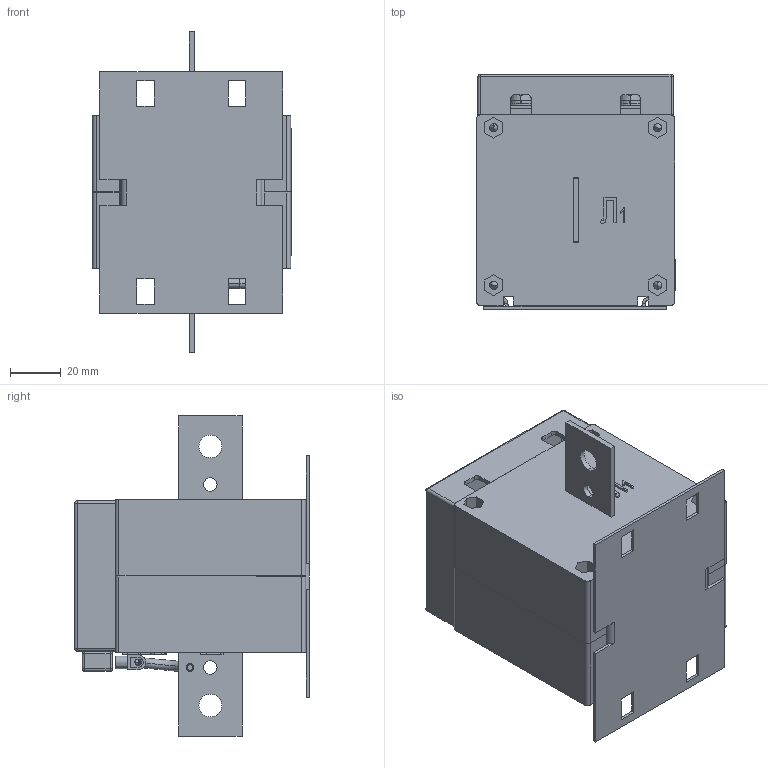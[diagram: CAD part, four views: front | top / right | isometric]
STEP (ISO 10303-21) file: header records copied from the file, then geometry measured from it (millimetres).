
FILE_DESCRIPTION (( 'STEP AP214' ), '1' );
FILE_NAME ('ﾒ-0,66-1ﾏ.STEP', '2023-07-26T05:21:37', ( '' ), ( '' ), 'SwSTEP 2.0', 'SolidWorks 2014', '' );
FILE_SCHEMA (( 'AUTOMOTIVE_DESIGN' ));
Length unit declared in the file: millimetre
Products named in the file (70): Çåðêàëüíî îòðàçèòüèç ïð 2,5 äëÿ êîðï 13-14 âàð 4_-01; 妈眚 󉞅 梦岩; ﾘ琺矜 5.01.019 ﾃﾎﾑﾒ11371-78; 侲膰翴籦鴀 2 DIN 46228; Êîíòàêòíàÿ ïëàñòèíà^Çàæèì âèíòîâîé ÇÂÈ-5 1,5-4ìì2; ÂÅÈÓ.757249.004 Ïëàñòèíà êîíòàêòíàÿ; ïë ÷àñòü íàê ä2; Êîðïóñ ïëàñòèêîâûé ÇÂÈ-5^Çàæèì âèíòîâîé ÇÂÈ-5 1,5-4ìì2; àë ÷àñòü íàê ä2; 屡扔.754312.158 亦犭梓赅; 妈眚 󊙅0.58.019 梦岩17473-80; ÂÅÈÓ.323293.013 Êðûøêà çàùèòíàÿ; 屡扔.757461.018 袜觐礤黜桕_-03; ÂÅÈÓ.754312.152 Òàáëè÷êà ïðåäñòàâèòåëüíàÿ; Çåðêàëüíî îòðàçèòüïð 2,5 äëÿ êîðï 13-14 âàð 4; 屡扔.741134.005 想囗赅; 屡扔.757461.018 袜觐礤黜桕_-02; 妈眚 󊅠.58.019 梦岩17473-80; Çåðêàëüíî îòðàçèòüèç ïð 2,5 äëÿ êîðï 13-14 âàð 4; 屡扔.711214.003 噪囗弼_-01; Ãàéêà Ì4.5.019 ÃÎÑÒ5915-70; ÂÅÈÓ.686171.014 Ïîëóêîðïóñ Ë1 âàð À; Øóðóï 2-4õ20.019 ÃÎÑÒ 1144-80; ÂÅÈÓ.686171.013 Ïîëóêîðïóñ Ë2 âàð À_‘ ª«¥¬­®© ª®«®¤ª®©; 屡扔.757461.018 袜觐礤黜桕; ﾘ琺矜 5.65ﾃ.019 ﾃﾎﾑﾒ 6402-70; ÂÅÈÓ.741132.004 Çàùèòíàÿ ïëàíêà; ÂÅÈÓ.685412.034 Ìàãíèòîïðîâîä ñ îáìîòêîé_01; 屡扔.711214.003 噪囗弼; ÂÅÈÓ.686171.013 Ïîëóêîðïóñ Ë2 âàð À; ÂÅÈÓ.323293.013 Êðûøêà çàùèòíàÿ_-01; ﾒ-0,66-1ﾏ; ﾂﾅﾈﾓ.757242.106ﾑﾁ_-11(5-100)01; Çåðêàëüíî îòðàçèòüÏðîâîä ÏÂ3 2,5 ÃÎÑÒ6323-79 5-200_00; Òåðìîïëàâêèé êëåé^ÈÁËÒ.671211.001ÑÁ Òðàíñôîðìàòîð òîêà Ò-0,66 Ò-0,66Ï; Çåðêàëüíî îòðàçèòüïð 2,5 äëÿ êîðï 13-14 âàð 4_-01; Çàæèì âèíòîâîé ÇÂÈ-5 1,5-4ìì2
Assembly tree (44 placements, depth 4):
  妈眚 󉞅 梦岩
  ﾘ琺矜 5.01.019 ﾃﾎﾑﾒ11371-78
  Êîíòàêòíàÿ ïëàñòèíà^Çàæèì âèíòîâîé ÇÂÈ-5 1,5-4ìì2
  ÂÅÈÓ.757249.004 Ïëàñòèíà êîíòàêòíàÿ
  Êîðïóñ ïëàñòèêîâûé ÇÂÈ-5^Çàæèì âèíòîâîé ÇÂÈ-5 1,5-4ìì2
Bounding box: 78.3 x 92.5 x 126 mm (x, y, z)
Volume: 123530.2 mm3; surface area: 122404.8 mm2
Topology: 39 solids, 39 shells, 1239 faces, 3167 edges, 2023 vertices
Faces by surface type: plane 759, cylinder 309, cone 80, torus 37, bspline 28, sphere 26
Entity records: 33997 total; most frequent: CARTESIAN_POINT 7407, DIRECTION 5124, ORIENTED_EDGE 5122, EDGE_CURVE 2561, VECTOR 1796, LINE 1796, AXIS2_PLACEMENT_3D 1664, VERTEX_POINT 1645
